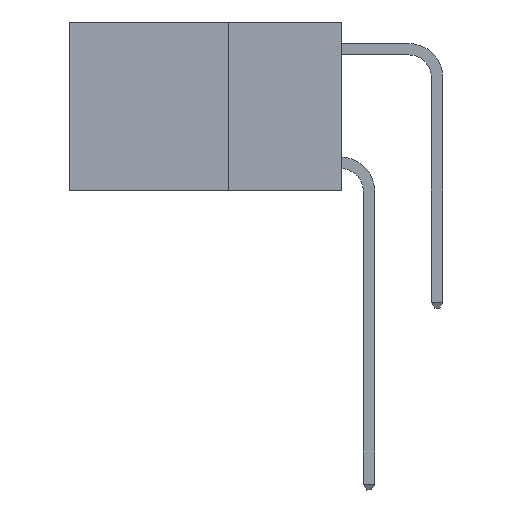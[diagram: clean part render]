
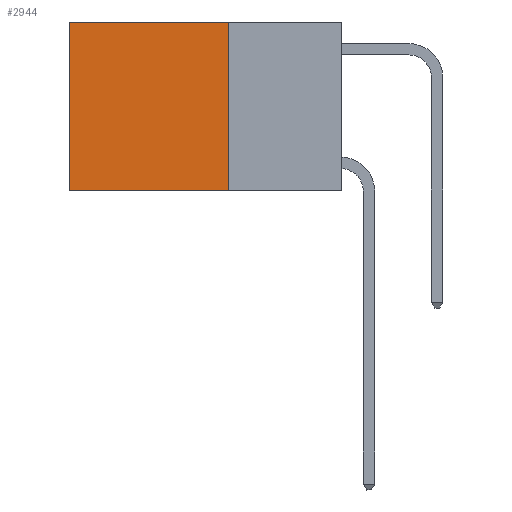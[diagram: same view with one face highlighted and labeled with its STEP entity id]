
A CAD part, left-side view. The second image highlights one B-rep face of the part: STEP entity #2944.
In plain terms, the highlighted planar face has unit normal (-1, 0, 0).
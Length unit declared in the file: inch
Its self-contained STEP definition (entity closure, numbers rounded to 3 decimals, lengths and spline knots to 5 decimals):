
#162 = CARTESIAN_POINT ( 'NONE',  ( 0.2625, 0.6, -0.37 ) ) ;
#186 = ORIENTED_EDGE ( 'NONE', *, *, #1031, .F. ) ;
#1031 = EDGE_CURVE ( 'NONE', #7849, #11827, #12481, .T. ) ;
#1262 = EDGE_LOOP ( 'NONE', ( #2347, #186, #11633, #1581 ) ) ;
#1581 = ORIENTED_EDGE ( 'NONE', *, *, #5690, .T. ) ;
#1740 = EDGE_CURVE ( 'NONE', #7779, #7849, #10699, .T. ) ;
#1864 = VECTOR ( 'NONE', #7444, 39.37008 ) ;
#1917 = PLANE ( 'NONE',  #10476 ) ;
#2260 = VECTOR ( 'NONE', #3643, 39.37008 ) ;
#2347 = ORIENTED_EDGE ( 'NONE', *, *, #2355, .T. ) ;
#2355 = EDGE_CURVE ( 'NONE', #10861, #11827, #6815, .T. ) ;
#2893 = DIRECTION ( 'NONE',  ( 0., 0., -1. ) ) ;
#2944 = ADVANCED_FACE ( 'NONE', ( #11871 ), #1917, .F. ) ;
#3643 = DIRECTION ( 'NONE',  ( 0., 1., 0. ) ) ;
#4393 = LINE ( 'NONE', #7396, #1864 ) ;
#4947 = CARTESIAN_POINT ( 'NONE',  ( 0.2625, 0.6, 0. ) ) ;
#4956 = DIRECTION ( 'NONE',  ( 0., 0., -1. ) ) ;
#5690 = EDGE_CURVE ( 'NONE', #7779, #10861, #4393, .T. ) ;
#6815 = LINE ( 'NONE', #4947, #10075 ) ;
#7396 = CARTESIAN_POINT ( 'NONE',  ( 0.2625, 0.25, 0. ) ) ;
#7444 = DIRECTION ( 'NONE',  ( 0., 1., 0. ) ) ;
#7651 = CARTESIAN_POINT ( 'NONE',  ( 0.2625, 0.25, 0. ) ) ;
#7779 = VERTEX_POINT ( 'NONE', #8039 ) ;
#7849 = VERTEX_POINT ( 'NONE', #10124 ) ;
#8039 = CARTESIAN_POINT ( 'NONE',  ( 0.2625, 0.25, 0. ) ) ;
#8661 = DIRECTION ( 'NONE',  ( 1., 0., 0. ) ) ;
#10075 = VECTOR ( 'NONE', #10786, 39.37008 ) ;
#10124 = CARTESIAN_POINT ( 'NONE',  ( 0.2625, 0.25, -0.37 ) ) ;
#10399 = VECTOR ( 'NONE', #4956, 39.37008 ) ;
#10476 = AXIS2_PLACEMENT_3D ( 'NONE', #7651, #8661, #2893 ) ;
#10699 = LINE ( 'NONE', #11745, #10399 ) ;
#10786 = DIRECTION ( 'NONE',  ( 0., 0., -1. ) ) ;
#10861 = VERTEX_POINT ( 'NONE', #12519 ) ;
#11633 = ORIENTED_EDGE ( 'NONE', *, *, #1740, .F. ) ;
#11704 = CARTESIAN_POINT ( 'NONE',  ( 0.2625, 0.25, -0.37 ) ) ;
#11745 = CARTESIAN_POINT ( 'NONE',  ( 0.2625, 0.25, 0. ) ) ;
#11827 = VERTEX_POINT ( 'NONE', #162 ) ;
#11871 = FACE_OUTER_BOUND ( 'NONE', #1262, .T. ) ;
#12481 = LINE ( 'NONE', #11704, #2260 ) ;
#12519 = CARTESIAN_POINT ( 'NONE',  ( 0.2625, 0.6, 0. ) ) ;
